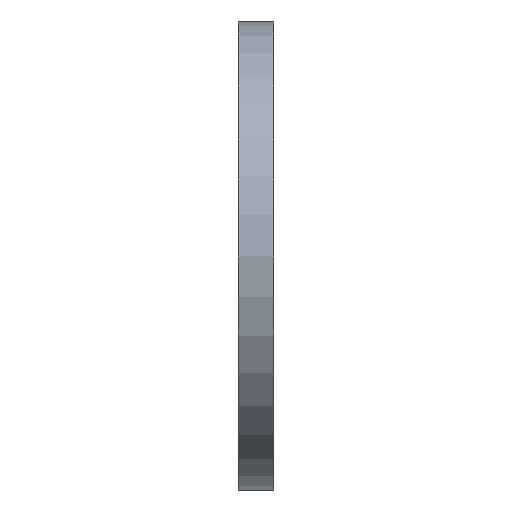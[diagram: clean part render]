
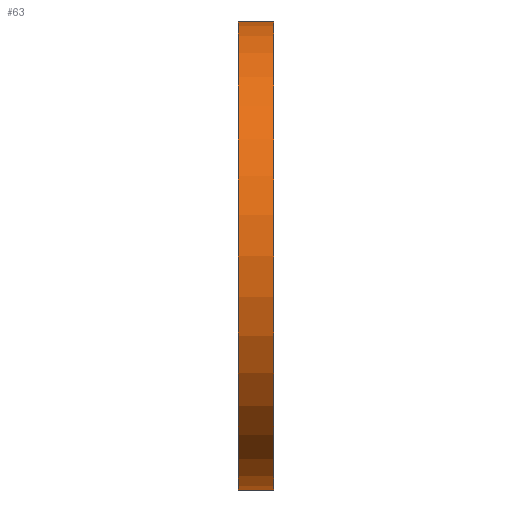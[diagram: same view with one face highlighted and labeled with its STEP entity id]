
A CAD part, front view. The second image highlights one B-rep face of the part: STEP entity #63.
In plain terms, the highlighted cylindrical face has radius 20 mm (diameter 40 mm), a partial arc.
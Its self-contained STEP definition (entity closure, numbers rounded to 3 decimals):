
#63 = ADVANCED_FACE ( 'NONE', ( #1379 ), #617, .T. ) ;
#98 = CARTESIAN_POINT ( 'NONE',  ( 0., 0., 0. ) ) ;
#129 = CIRCLE ( 'NONE', #1046, 20. ) ;
#253 = VERTEX_POINT ( 'NONE', #782 ) ;
#275 = ORIENTED_EDGE ( 'NONE', *, *, #1607, .T. ) ;
#334 = ORIENTED_EDGE ( 'NONE', *, *, #650, .F. ) ;
#442 = VECTOR ( 'NONE', #586, 1000. ) ;
#455 = CARTESIAN_POINT ( 'NONE',  ( 3., 0., 20. ) ) ;
#552 = DIRECTION ( 'NONE',  ( 0., 0., -1. ) ) ;
#586 = DIRECTION ( 'NONE',  ( -1., 0., 0. ) ) ;
#616 = DIRECTION ( 'NONE',  ( 0., 0., -1. ) ) ;
#617 = CYLINDRICAL_SURFACE ( 'NONE', #1097, 20. ) ;
#647 = CARTESIAN_POINT ( 'NONE',  ( 3., 0., -20. ) ) ;
#650 = EDGE_CURVE ( 'NONE', #1087, #1033, #129, .T. ) ;
#669 = AXIS2_PLACEMENT_3D ( 'NONE', #98, #860, #616 ) ;
#675 = CARTESIAN_POINT ( 'NONE',  ( 3., 0., 0. ) ) ;
#723 = DIRECTION ( 'NONE',  ( -1., 0., 0. ) ) ;
#782 = CARTESIAN_POINT ( 'NONE',  ( 0., 0., 20. ) ) ;
#826 = ORIENTED_EDGE ( 'NONE', *, *, #1549, .F. ) ;
#828 = VECTOR ( 'NONE', #723, 1000. ) ;
#841 = DIRECTION ( 'NONE',  ( 0., 0., 1. ) ) ;
#860 = DIRECTION ( 'NONE',  ( 1., 0., 0. ) ) ;
#867 = CARTESIAN_POINT ( 'NONE',  ( 3., 0., -20. ) ) ;
#953 = DIRECTION ( 'NONE',  ( 1., 0., 0. ) ) ;
#1033 = VERTEX_POINT ( 'NONE', #647 ) ;
#1046 = AXIS2_PLACEMENT_3D ( 'NONE', #675, #953, #552 ) ;
#1076 = CIRCLE ( 'NONE', #669, 20. ) ;
#1087 = VERTEX_POINT ( 'NONE', #455 ) ;
#1097 = AXIS2_PLACEMENT_3D ( 'NONE', #1222, #1249, #841 ) ;
#1198 = CARTESIAN_POINT ( 'NONE',  ( 0., 0., -20. ) ) ;
#1222 = CARTESIAN_POINT ( 'NONE',  ( 3., 0., 0. ) ) ;
#1233 = CARTESIAN_POINT ( 'NONE',  ( 3., 0., 20. ) ) ;
#1240 = LINE ( 'NONE', #867, #828 ) ;
#1247 = LINE ( 'NONE', #1233, #442 ) ;
#1249 = DIRECTION ( 'NONE',  ( -1., 0., 0. ) ) ;
#1263 = EDGE_LOOP ( 'NONE', ( #1556, #826, #334, #275 ) ) ;
#1379 = FACE_OUTER_BOUND ( 'NONE', #1263, .T. ) ;
#1469 = VERTEX_POINT ( 'NONE', #1198 ) ;
#1549 = EDGE_CURVE ( 'NONE', #1033, #1469, #1240, .T. ) ;
#1556 = ORIENTED_EDGE ( 'NONE', *, *, #1600, .T. ) ;
#1600 = EDGE_CURVE ( 'NONE', #253, #1469, #1076, .T. ) ;
#1607 = EDGE_CURVE ( 'NONE', #1087, #253, #1247, .T. ) ;
